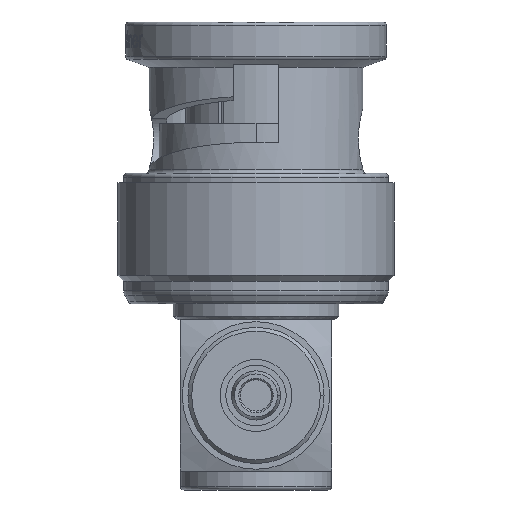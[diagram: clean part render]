
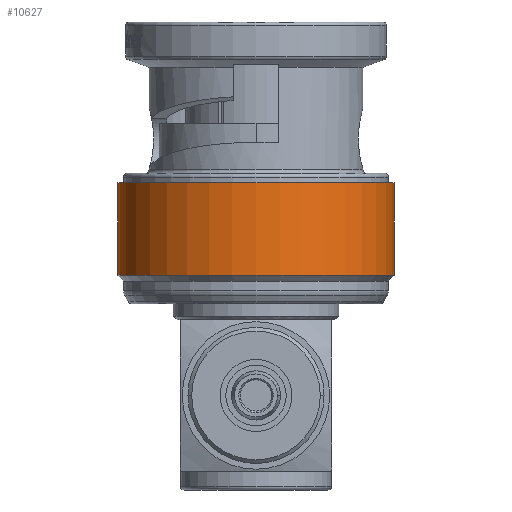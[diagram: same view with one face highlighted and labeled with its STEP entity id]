
A CAD part, front view. The second image highlights one B-rep face of the part: STEP entity #10627.
In plain terms, the highlighted cylindrical face has radius 7.3 mm (diameter 14.6 mm), a partial arc.
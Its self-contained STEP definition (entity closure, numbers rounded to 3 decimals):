
#839 = VECTOR ( 'NONE', #16895, 1000. ) ;
#1180 = VERTEX_POINT ( 'NONE', #15503 ) ;
#1795 = VECTOR ( 'NONE', #10423, 1000. ) ;
#1906 = CARTESIAN_POINT ( 'NONE',  ( 7.3, 0., -12.55 ) ) ;
#2255 = ORIENTED_EDGE ( 'NONE', *, *, #7972, .F. ) ;
#2403 = CARTESIAN_POINT ( 'NONE',  ( -7.3, 0., 2.634 ) ) ;
#2751 = VERTEX_POINT ( 'NONE', #1906 ) ;
#3401 = EDGE_CURVE ( 'NONE', #2751, #13634, #4810, .T. ) ;
#4654 = CYLINDRICAL_SURFACE ( 'NONE', #15574, 7.3 ) ;
#4810 = LINE ( 'NONE', #4915, #839 ) ;
#4872 = CARTESIAN_POINT ( 'NONE',  ( 7.3, 0., -7.65 ) ) ;
#4915 = CARTESIAN_POINT ( 'NONE',  ( 7.3, 0., 2.634 ) ) ;
#5295 = VERTEX_POINT ( 'NONE', #7016 ) ;
#5371 = LINE ( 'NONE', #2403, #1795 ) ;
#5660 = CIRCLE ( 'NONE', #15713, 7.3 ) ;
#5769 = DIRECTION ( 'NONE',  ( 0., 0., 1. ) ) ;
#6346 = DIRECTION ( 'NONE',  ( 0., 0., 1. ) ) ;
#6942 = DIRECTION ( 'NONE',  ( 0., 0., 1. ) ) ;
#7016 = CARTESIAN_POINT ( 'NONE',  ( -7.3, 0., -12.55 ) ) ;
#7730 = DIRECTION ( 'NONE',  ( 1., 0., 0. ) ) ;
#7894 = ORIENTED_EDGE ( 'NONE', *, *, #17170, .T. ) ;
#7972 = EDGE_CURVE ( 'NONE', #5295, #1180, #5371, .T. ) ;
#9513 = ORIENTED_EDGE ( 'NONE', *, *, #14386, .F. ) ;
#10365 = CARTESIAN_POINT ( 'NONE',  ( 0., 0., 2.634 ) ) ;
#10423 = DIRECTION ( 'NONE',  ( 0., 0., 1. ) ) ;
#10627 = ADVANCED_FACE ( 'NONE', ( #14269 ), #4654, .T. ) ;
#12068 = AXIS2_PLACEMENT_3D ( 'NONE', #14935, #6942, #16277 ) ;
#12312 = EDGE_LOOP ( 'NONE', ( #2255, #7894, #14732, #9513 ) ) ;
#13634 = VERTEX_POINT ( 'NONE', #4872 ) ;
#13774 = CARTESIAN_POINT ( 'NONE',  ( 0., 0., -12.55 ) ) ;
#14269 = FACE_OUTER_BOUND ( 'NONE', #12312, .T. ) ;
#14386 = EDGE_CURVE ( 'NONE', #1180, #13634, #15755, .T. ) ;
#14732 = ORIENTED_EDGE ( 'NONE', *, *, #3401, .T. ) ;
#14935 = CARTESIAN_POINT ( 'NONE',  ( 0., 0., -7.65 ) ) ;
#15120 = DIRECTION ( 'NONE',  ( 1., 0., 0. ) ) ;
#15503 = CARTESIAN_POINT ( 'NONE',  ( -7.3, 0., -7.65 ) ) ;
#15574 = AXIS2_PLACEMENT_3D ( 'NONE', #10365, #6346, #7730 ) ;
#15713 = AXIS2_PLACEMENT_3D ( 'NONE', #13774, #5769, #15120 ) ;
#15755 = CIRCLE ( 'NONE', #12068, 7.3 ) ;
#16277 = DIRECTION ( 'NONE',  ( 1., 0., 0. ) ) ;
#16895 = DIRECTION ( 'NONE',  ( 0., 0., 1. ) ) ;
#17170 = EDGE_CURVE ( 'NONE', #5295, #2751, #5660, .T. ) ;
